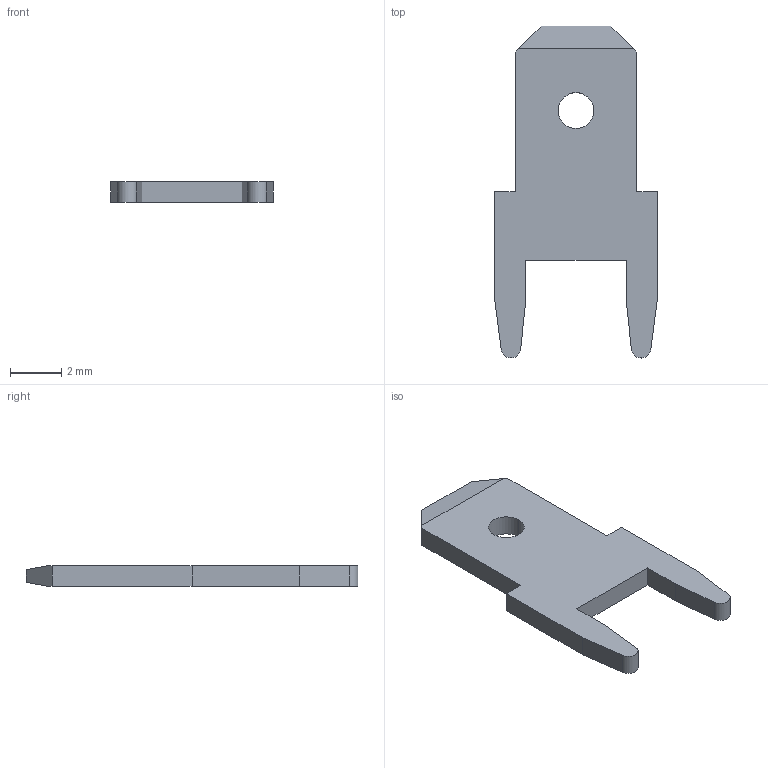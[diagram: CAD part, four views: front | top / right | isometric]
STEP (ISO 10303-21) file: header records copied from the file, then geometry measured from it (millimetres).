
FILE_DESCRIPTION((''),'2;1');
FILE_NAME('197084013','2014-09-12T',('Me'),(''),'PRO/ENGINEER BY PARAMETRIC TECHNOLOGY CORPORATION, 2011490','PRO/ENGINEER BY PARAMETRIC TECHNOLOGY CORPORATION, 2011490','');
FILE_SCHEMA(('CONFIG_CONTROL_DESIGN'));
Length unit declared in the file: inch
Products named in the file (1): 197084013
Bounding box: 6.35 x 12.95 x 0.81 mm (x, y, z)
Volume: 42.7 mm3; surface area: 144 mm2
Topology: 1 solids, 1 shells, 24 faces, 67 edges, 46 vertices
Faces by surface type: plane 20, cylinder 4
Entity records: 816 total; most frequent: CARTESIAN_POINT 136, ORIENTED_EDGE 132, DIRECTION 125, EDGE_CURVE 66, VECTOR 59, LINE 59, VERTEX_POINT 44, AXIS2_PLACEMENT_3D 33
